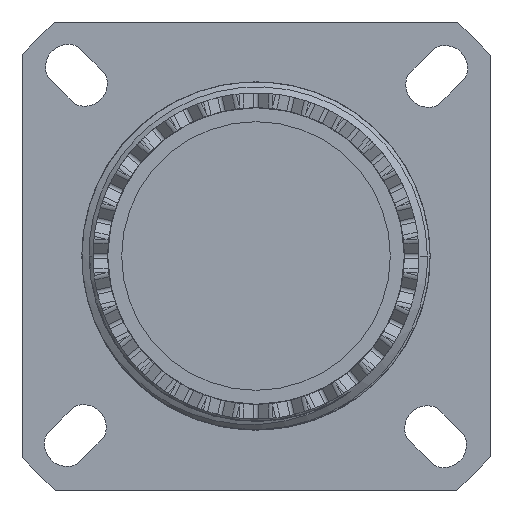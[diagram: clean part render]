
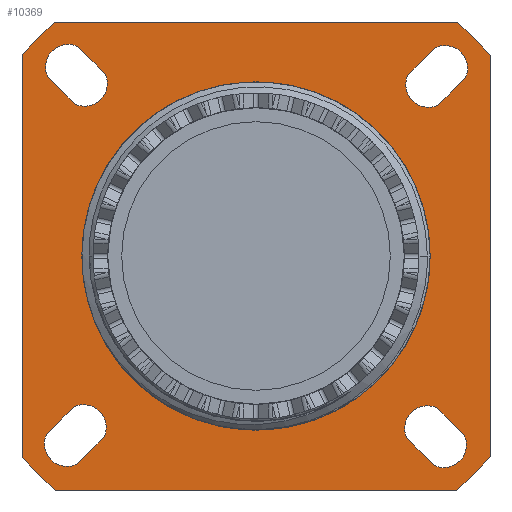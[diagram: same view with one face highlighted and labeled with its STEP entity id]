
A CAD part, front view. The second image highlights one B-rep face of the part: STEP entity #10369.
In plain terms, the highlighted planar face has unit normal (0, -1, 0).
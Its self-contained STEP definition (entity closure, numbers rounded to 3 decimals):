
#3289=CARTESIAN_POINT('',(0.,-23.4,0.));
#3290=DIRECTION('',(0.,-1.,0.));
#3291=DIRECTION('',(-1.,0.,0.));
#3292=AXIS2_PLACEMENT_3D('',#3289,#3290,#3291);
#3661=CARTESIAN_POINT('',(0.,-23.4,0.));
#3662=DIRECTION('',(0.,-1.,0.));
#3663=DIRECTION('',(1.,0.,0.));
#3664=AXIS2_PLACEMENT_3D('',#3661,#3662,#3663);
#3716=CARTESIAN_POINT('',(0.,-23.4,0.));
#3717=DIRECTION('',(0.,1.,0.));
#3718=DIRECTION('',(0.759,0.,-0.651));
#3719=AXIS2_PLACEMENT_3D('',#3716,#3717,#3718);
#3721=DIRECTION('',(-1.,0.,0.));
#3722=VECTOR('',#3721,28.794);
#3723=CARTESIAN_POINT('',(14.397,-23.4,-16.8));
#3724=LINE('',#3723,#3722);
#3725=CARTESIAN_POINT('',(0.,-23.4,0.));
#3726=DIRECTION('',(0.,1.,0.));
#3727=DIRECTION('',(-0.651,0.,-0.759));
#3728=AXIS2_PLACEMENT_3D('',#3725,#3726,#3727);
#3730=DIRECTION('',(0.,0.,1.));
#3731=VECTOR('',#3730,28.794);
#3732=CARTESIAN_POINT('',(-16.8,-23.4,-14.397));
#3733=LINE('',#3732,#3731);
#3734=CARTESIAN_POINT('',(0.,-23.4,0.));
#3735=DIRECTION('',(0.,1.,0.));
#3736=DIRECTION('',(-0.759,0.,0.651));
#3737=AXIS2_PLACEMENT_3D('',#3734,#3735,#3736);
#3739=DIRECTION('',(1.,0.,0.));
#3740=VECTOR('',#3739,28.794);
#3741=CARTESIAN_POINT('',(-14.397,-23.4,16.8));
#3742=LINE('',#3741,#3740);
#3743=CARTESIAN_POINT('',(0.,-23.4,0.));
#3744=DIRECTION('',(0.,1.,0.));
#3745=DIRECTION('',(0.651,0.,0.759));
#3746=AXIS2_PLACEMENT_3D('',#3743,#3744,#3745);
#3748=DIRECTION('',(0.,0.,-1.));
#3749=VECTOR('',#3748,28.794);
#3750=CARTESIAN_POINT('',(16.8,-23.4,14.397));
#3751=LINE('',#3750,#3749);
#3752=CARTESIAN_POINT('',(12.305,-23.4,-12.378));
#3753=DIRECTION('',(0.,1.,0.));
#3754=DIRECTION('',(-0.911,0.,-0.412));
#3755=AXIS2_PLACEMENT_3D('',#3752,#3753,#3754);
#3757=DIRECTION('',(-0.705,0.,0.709));
#3758=VECTOR('',#3757,2.814);
#3759=CARTESIAN_POINT('',(12.806,-23.4,-15.044));
#3760=LINE('',#3759,#3758);
#3761=CARTESIAN_POINT('',(13.485,-23.4,-13.565));
#3762=DIRECTION('',(0.,1.,0.));
#3763=DIRECTION('',(0.911,0.,0.412));
#3764=AXIS2_PLACEMENT_3D('',#3761,#3762,#3763);
#3766=DIRECTION('',(0.705,0.,-0.709));
#3767=VECTOR('',#3766,2.814);
#3768=CARTESIAN_POINT('',(12.984,-23.4,-10.898));
#3769=LINE('',#3768,#3767);
#3770=CARTESIAN_POINT('',(12.378,-23.4,12.305));
#3771=DIRECTION('',(0.,1.,0.));
#3772=DIRECTION('',(0.412,0.,-0.911));
#3773=AXIS2_PLACEMENT_3D('',#3770,#3771,#3772);
#3775=DIRECTION('',(-0.709,0.,-0.705));
#3776=VECTOR('',#3775,2.814);
#3777=CARTESIAN_POINT('',(15.044,-23.4,12.806));
#3778=LINE('',#3777,#3776);
#3779=CARTESIAN_POINT('',(13.565,-23.4,13.485));
#3780=DIRECTION('',(0.,1.,0.));
#3781=DIRECTION('',(-0.412,0.,0.911));
#3782=AXIS2_PLACEMENT_3D('',#3779,#3780,#3781);
#3784=DIRECTION('',(0.709,0.,0.705));
#3785=VECTOR('',#3784,2.814);
#3786=CARTESIAN_POINT('',(10.898,-23.4,12.984));
#3787=LINE('',#3786,#3785);
#3788=CARTESIAN_POINT('',(-12.305,-23.4,12.378));
#3789=DIRECTION('',(0.,1.,0.));
#3790=DIRECTION('',(0.911,0.,0.412));
#3791=AXIS2_PLACEMENT_3D('',#3788,#3789,#3790);
#3793=DIRECTION('',(0.705,0.,-0.709));
#3794=VECTOR('',#3793,2.814);
#3795=CARTESIAN_POINT('',(-12.806,-23.4,15.044));
#3796=LINE('',#3795,#3794);
#3797=CARTESIAN_POINT('',(-13.485,-23.4,13.565));
#3798=DIRECTION('',(0.,1.,0.));
#3799=DIRECTION('',(-0.911,0.,-0.412));
#3800=AXIS2_PLACEMENT_3D('',#3797,#3798,#3799);
#3802=DIRECTION('',(-0.705,0.,0.709));
#3803=VECTOR('',#3802,2.814);
#3804=CARTESIAN_POINT('',(-12.984,-23.4,10.898));
#3805=LINE('',#3804,#3803);
#3806=CARTESIAN_POINT('',(-12.378,-23.4,-12.305));
#3807=DIRECTION('',(0.,1.,0.));
#3808=DIRECTION('',(-0.412,0.,0.911));
#3809=AXIS2_PLACEMENT_3D('',#3806,#3807,#3808);
#3811=DIRECTION('',(0.709,0.,0.705));
#3812=VECTOR('',#3811,2.814);
#3813=CARTESIAN_POINT('',(-15.044,-23.4,-12.806));
#3814=LINE('',#3813,#3812);
#3815=CARTESIAN_POINT('',(-13.565,-23.4,-13.485));
#3816=DIRECTION('',(0.,1.,0.));
#3817=DIRECTION('',(0.412,0.,-0.911));
#3818=AXIS2_PLACEMENT_3D('',#3815,#3816,#3817);
#3820=DIRECTION('',(-0.709,0.,-0.705));
#3821=VECTOR('',#3820,2.814);
#3822=CARTESIAN_POINT('',(-10.898,-23.4,-12.984));
#3823=LINE('',#3822,#3821);
#6276=CARTESIAN_POINT('',(16.8,-23.4,-14.397));
#6277=CARTESIAN_POINT('',(14.397,-23.4,-16.8));
#6278=VERTEX_POINT('',#6276);
#6279=VERTEX_POINT('',#6277);
#6280=CARTESIAN_POINT('',(-14.397,-23.4,-16.8));
#6281=VERTEX_POINT('',#6280);
#6282=CARTESIAN_POINT('',(-16.8,-23.4,-14.397));
#6283=VERTEX_POINT('',#6282);
#6284=CARTESIAN_POINT('',(-16.8,-23.4,14.397));
#6285=VERTEX_POINT('',#6284);
#6286=CARTESIAN_POINT('',(-14.397,-23.4,16.8));
#6287=VERTEX_POINT('',#6286);
#6288=CARTESIAN_POINT('',(14.397,-23.4,16.8));
#6289=VERTEX_POINT('',#6288);
#6290=CARTESIAN_POINT('',(16.8,-23.4,14.397));
#6291=VERTEX_POINT('',#6290);
#6292=CARTESIAN_POINT('',(12.5,-23.4,0.));
#6293=CARTESIAN_POINT('',(-12.5,-23.4,0.));
#6294=VERTEX_POINT('',#6292);
#6295=VERTEX_POINT('',#6293);
#6380=CARTESIAN_POINT('',(10.821,-23.4,-13.049));
#6381=CARTESIAN_POINT('',(12.984,-23.4,-10.898));
#6382=VERTEX_POINT('',#6380);
#6383=VERTEX_POINT('',#6381);
#6384=CARTESIAN_POINT('',(14.969,-23.4,-12.894));
#6385=VERTEX_POINT('',#6384);
#6386=CARTESIAN_POINT('',(12.806,-23.4,-15.044));
#6387=VERTEX_POINT('',#6386);
#6396=CARTESIAN_POINT('',(13.049,-23.4,10.821));
#6397=CARTESIAN_POINT('',(10.898,-23.4,12.984));
#6398=VERTEX_POINT('',#6396);
#6399=VERTEX_POINT('',#6397);
#6400=CARTESIAN_POINT('',(12.894,-23.4,14.969));
#6401=VERTEX_POINT('',#6400);
#6402=CARTESIAN_POINT('',(15.044,-23.4,12.806));
#6403=VERTEX_POINT('',#6402);
#6412=CARTESIAN_POINT('',(-10.821,-23.4,13.049));
#6413=CARTESIAN_POINT('',(-12.984,-23.4,10.898));
#6414=VERTEX_POINT('',#6412);
#6415=VERTEX_POINT('',#6413);
#6416=CARTESIAN_POINT('',(-14.969,-23.4,12.894));
#6417=VERTEX_POINT('',#6416);
#6418=CARTESIAN_POINT('',(-12.806,-23.4,15.044));
#6419=VERTEX_POINT('',#6418);
#6428=CARTESIAN_POINT('',(-13.049,-23.4,-10.821));
#6429=CARTESIAN_POINT('',(-10.898,-23.4,-12.984));
#6430=VERTEX_POINT('',#6428);
#6431=VERTEX_POINT('',#6429);
#6432=CARTESIAN_POINT('',(-12.894,-23.4,-14.969));
#6433=VERTEX_POINT('',#6432);
#6434=CARTESIAN_POINT('',(-15.044,-23.4,-12.806));
#6435=VERTEX_POINT('',#6434);
#10302=CARTESIAN_POINT('',(0.,-23.4,0.));
#10303=DIRECTION('',(0.,1.,0.));
#10304=DIRECTION('',(0.,0.,1.));
#10305=AXIS2_PLACEMENT_3D('',#10302,#10303,#10304);
#10306=PLANE('',#10305);
#10308=ORIENTED_EDGE('',*,*,#10307,.T.);
#10310=ORIENTED_EDGE('',*,*,#10309,.T.);
#10312=ORIENTED_EDGE('',*,*,#10311,.T.);
#10314=ORIENTED_EDGE('',*,*,#10313,.T.);
#10316=ORIENTED_EDGE('',*,*,#10315,.T.);
#10318=ORIENTED_EDGE('',*,*,#10317,.T.);
#10320=ORIENTED_EDGE('',*,*,#10319,.T.);
#10322=ORIENTED_EDGE('',*,*,#10321,.T.);
#10323=EDGE_LOOP('',(#10308,#10310,#10312,#10314,#10316,#10318,#10320,#10322));
#10324=FACE_OUTER_BOUND('',#10323,.F.);
#10325=ORIENTED_EDGE('',*,*,#10284,.T.);
#10326=ORIENTED_EDGE('',*,*,#9676,.T.);
#10327=EDGE_LOOP('',(#10325,#10326));
#10328=FACE_BOUND('',#10327,.F.);
#10330=ORIENTED_EDGE('',*,*,#10329,.F.);
#10332=ORIENTED_EDGE('',*,*,#10331,.F.);
#10334=ORIENTED_EDGE('',*,*,#10333,.F.);
#10336=ORIENTED_EDGE('',*,*,#10335,.F.);
#10337=EDGE_LOOP('',(#10330,#10332,#10334,#10336));
#10338=FACE_BOUND('',#10337,.F.);
#10340=ORIENTED_EDGE('',*,*,#10339,.F.);
#10342=ORIENTED_EDGE('',*,*,#10341,.F.);
#10344=ORIENTED_EDGE('',*,*,#10343,.F.);
#10346=ORIENTED_EDGE('',*,*,#10345,.F.);
#10347=EDGE_LOOP('',(#10340,#10342,#10344,#10346));
#10348=FACE_BOUND('',#10347,.F.);
#10350=ORIENTED_EDGE('',*,*,#10349,.F.);
#10352=ORIENTED_EDGE('',*,*,#10351,.F.);
#10354=ORIENTED_EDGE('',*,*,#10353,.F.);
#10356=ORIENTED_EDGE('',*,*,#10355,.F.);
#10357=EDGE_LOOP('',(#10350,#10352,#10354,#10356));
#10358=FACE_BOUND('',#10357,.F.);
#10360=ORIENTED_EDGE('',*,*,#10359,.F.);
#10362=ORIENTED_EDGE('',*,*,#10361,.F.);
#10364=ORIENTED_EDGE('',*,*,#10363,.F.);
#10366=ORIENTED_EDGE('',*,*,#10365,.F.);
#10367=EDGE_LOOP('',(#10360,#10362,#10364,#10366));
#10368=FACE_BOUND('',#10367,.F.);
#10369=ADVANCED_FACE('',(#10324,#10328,#10338,#10348,#10358,#10368),#10306,.F.);
#3293=CIRCLE('',#3292,12.5);
#3665=CIRCLE('',#3664,12.5);
#3720=CIRCLE('',#3719,22.125);
#3729=CIRCLE('',#3728,22.125);
#3738=CIRCLE('',#3737,22.125);
#3747=CIRCLE('',#3746,22.125);
#3756=CIRCLE('',#3755,1.628);
#3765=CIRCLE('',#3764,1.628);
#3774=CIRCLE('',#3773,1.628);
#3783=CIRCLE('',#3782,1.628);
#3792=CIRCLE('',#3791,1.628);
#3801=CIRCLE('',#3800,1.628);
#3810=CIRCLE('',#3809,1.628);
#3819=CIRCLE('',#3818,1.628);
#9676=EDGE_CURVE('',#6295,#6294,#3293,.T.);
#10284=EDGE_CURVE('',#6294,#6295,#3665,.T.);
#10307=EDGE_CURVE('',#6278,#6279,#3720,.T.);
#10309=EDGE_CURVE('',#6279,#6281,#3724,.T.);
#10311=EDGE_CURVE('',#6281,#6283,#3729,.T.);
#10313=EDGE_CURVE('',#6283,#6285,#3733,.T.);
#10315=EDGE_CURVE('',#6285,#6287,#3738,.T.);
#10317=EDGE_CURVE('',#6287,#6289,#3742,.T.);
#10319=EDGE_CURVE('',#6289,#6291,#3747,.T.);
#10321=EDGE_CURVE('',#6291,#6278,#3751,.T.);
#10329=EDGE_CURVE('',#6382,#6383,#3756,.T.);
#10331=EDGE_CURVE('',#6387,#6382,#3760,.T.);
#10333=EDGE_CURVE('',#6385,#6387,#3765,.T.);
#10335=EDGE_CURVE('',#6383,#6385,#3769,.T.);
#10339=EDGE_CURVE('',#6398,#6399,#3774,.T.);
#10341=EDGE_CURVE('',#6403,#6398,#3778,.T.);
#10343=EDGE_CURVE('',#6401,#6403,#3783,.T.);
#10345=EDGE_CURVE('',#6399,#6401,#3787,.T.);
#10349=EDGE_CURVE('',#6414,#6415,#3792,.T.);
#10351=EDGE_CURVE('',#6419,#6414,#3796,.T.);
#10353=EDGE_CURVE('',#6417,#6419,#3801,.T.);
#10355=EDGE_CURVE('',#6415,#6417,#3805,.T.);
#10359=EDGE_CURVE('',#6430,#6431,#3810,.T.);
#10361=EDGE_CURVE('',#6435,#6430,#3814,.T.);
#10363=EDGE_CURVE('',#6433,#6435,#3819,.T.);
#10365=EDGE_CURVE('',#6431,#6433,#3823,.T.);
